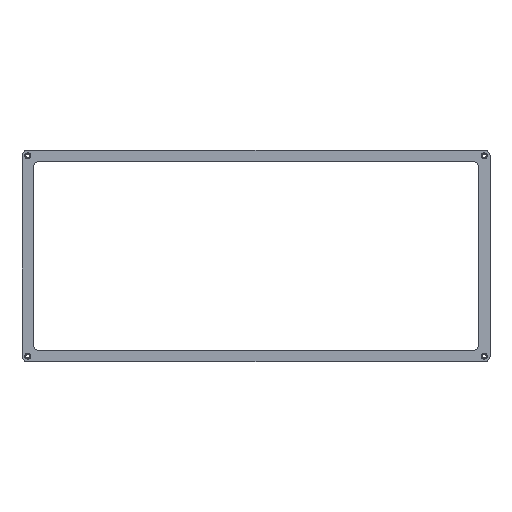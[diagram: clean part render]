
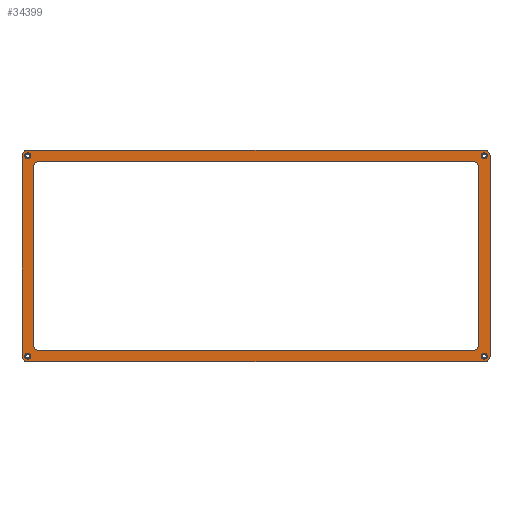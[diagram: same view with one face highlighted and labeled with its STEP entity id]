
A CAD part, top view. The second image highlights one B-rep face of the part: STEP entity #34399.
In plain terms, the highlighted planar face has unit normal (0, 0, 1).
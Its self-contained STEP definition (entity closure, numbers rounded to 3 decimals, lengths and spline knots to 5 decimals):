
#71=CIRCLE('',#45903,0.00265);
#73=CIRCLE('',#45906,0.00265);
#75=CIRCLE('',#45909,0.00265);
#79=CIRCLE('',#45916,0.00265);
#80=CIRCLE('',#45919,0.005);
#81=CIRCLE('',#45920,0.005);
#82=CIRCLE('',#45921,0.005);
#83=CIRCLE('',#45922,0.005);
#84=CIRCLE('',#45923,0.005);
#85=CIRCLE('',#45924,0.005);
#86=CIRCLE('',#45925,0.005);
#87=CIRCLE('',#45926,0.005);
#3671=ORIENTED_EDGE('',*,*,#12891,.F.);
#3672=ORIENTED_EDGE('',*,*,#12885,.F.);
#3673=ORIENTED_EDGE('',*,*,#12883,.F.);
#3674=ORIENTED_EDGE('',*,*,#12881,.F.);
#3675=ORIENTED_EDGE('',*,*,#10570,.F.);
#3676=ORIENTED_EDGE('',*,*,#13232,.T.);
#3677=ORIENTED_EDGE('',*,*,#12066,.T.);
#3678=ORIENTED_EDGE('',*,*,#13233,.T.);
#3679=ORIENTED_EDGE('',*,*,#12695,.T.);
#3680=ORIENTED_EDGE('',*,*,#13234,.T.);
#3681=ORIENTED_EDGE('',*,*,#12211,.F.);
#3682=ORIENTED_EDGE('',*,*,#13235,.T.);
#3683=ORIENTED_EDGE('',*,*,#11202,.F.);
#3684=ORIENTED_EDGE('',*,*,#13236,.T.);
#3685=ORIENTED_EDGE('',*,*,#12557,.T.);
#3686=ORIENTED_EDGE('',*,*,#13237,.T.);
#3687=ORIENTED_EDGE('',*,*,#12197,.T.);
#3688=ORIENTED_EDGE('',*,*,#13238,.T.);
#3689=ORIENTED_EDGE('',*,*,#13228,.F.);
#3690=ORIENTED_EDGE('',*,*,#13239,.T.);
#10570=EDGE_CURVE('',#15361,#15362,#18563,.T.);
#11202=EDGE_CURVE('',#15993,#15994,#19167,.T.);
#12066=EDGE_CURVE('',#16858,#16857,#19877,.T.);
#12197=EDGE_CURVE('',#16988,#16989,#19936,.T.);
#12211=EDGE_CURVE('',#17002,#17003,#19946,.T.);
#12557=EDGE_CURVE('',#17348,#17349,#20288,.T.);
#12695=EDGE_CURVE('',#17487,#17486,#20426,.T.);
#12881=EDGE_CURVE('',#17672,#17672,#71,.T.);
#12883=EDGE_CURVE('',#17674,#17674,#73,.T.);
#12885=EDGE_CURVE('',#17676,#17676,#75,.T.);
#12891=EDGE_CURVE('',#17682,#17682,#79,.T.);
#13228=EDGE_CURVE('',#18019,#18020,#20948,.T.);
#13232=EDGE_CURVE('',#15361,#16858,#80,.F.);
#13233=EDGE_CURVE('',#16857,#17487,#81,.F.);
#13234=EDGE_CURVE('',#17486,#17003,#82,.F.);
#13235=EDGE_CURVE('',#17002,#15362,#83,.F.);
#13236=EDGE_CURVE('',#15993,#17348,#84,.T.);
#13237=EDGE_CURVE('',#17349,#16988,#85,.T.);
#13238=EDGE_CURVE('',#16989,#18020,#86,.T.);
#13239=EDGE_CURVE('',#18019,#15994,#87,.T.);
#15361=VERTEX_POINT('',#55841);
#15362=VERTEX_POINT('',#55843);
#15993=VERTEX_POINT('',#57162);
#15994=VERTEX_POINT('',#57164);
#16857=VERTEX_POINT('',#59171);
#16858=VERTEX_POINT('',#59173);
#16988=VERTEX_POINT('',#59571);
#16989=VERTEX_POINT('',#59572);
#17002=VERTEX_POINT('',#59599);
#17003=VERTEX_POINT('',#59601);
#17348=VERTEX_POINT('',#60293);
#17349=VERTEX_POINT('',#60294);
#17486=VERTEX_POINT('',#60569);
#17487=VERTEX_POINT('',#60571);
#17672=VERTEX_POINT('',#60943);
#17674=VERTEX_POINT('',#60948);
#17676=VERTEX_POINT('',#60953);
#17682=VERTEX_POINT('',#60966);
#18019=VERTEX_POINT('',#61641);
#18020=VERTEX_POINT('',#61642);
#18563=LINE('',#55842,#23010);
#19167=LINE('',#57163,#23614);
#19877=LINE('',#59172,#24324);
#19936=LINE('',#59570,#24383);
#19946=LINE('',#59600,#24393);
#20288=LINE('',#60292,#24735);
#20426=LINE('',#60570,#24873);
#20948=LINE('',#61640,#25395);
#23010=VECTOR('',#47791,1.);
#23614=VECTOR('',#48397,1.);
#24324=VECTOR('',#49137,1.);
#24383=VECTOR('',#49206,1.);
#24393=VECTOR('',#49226,1.);
#24735=VECTOR('',#49578,1.);
#24873=VECTOR('',#49718,1.);
#25395=VECTOR('',#50272,1.);
#27586=EDGE_LOOP('',(#3671));
#27587=EDGE_LOOP('',(#3672));
#27588=EDGE_LOOP('',(#3673));
#27589=EDGE_LOOP('',(#3674));
#27590=EDGE_LOOP('',(#3675,#3676,#3677,#3678,#3679,#3680,#3681,#3682));
#27591=EDGE_LOOP('',(#3683,#3684,#3685,#3686,#3687,#3688,#3689,#3690));
#29675=FACE_BOUND('',#27586,.T.);
#29676=FACE_BOUND('',#27587,.T.);
#29677=FACE_BOUND('',#27588,.T.);
#29678=FACE_BOUND('',#27589,.T.);
#29679=FACE_BOUND('',#27590,.T.);
#29680=FACE_BOUND('',#27591,.T.);
#31308=PLANE('',#45918);
#34399=ADVANCED_FACE('',(#29675,#29676,#29677,#29678,#29679,#29680),#31308,
 .T.);
#45903=AXIS2_PLACEMENT_3D('',#60942,#49906,#49907);
#45906=AXIS2_PLACEMENT_3D('',#60947,#49912,#49913);
#45909=AXIS2_PLACEMENT_3D('',#60952,#49918,#49919);
#45916=AXIS2_PLACEMENT_3D('',#60965,#49932,#49933);
#45918=AXIS2_PLACEMENT_3D('',#61648,#50276,#50277);
#45919=AXIS2_PLACEMENT_3D('',#61649,#50278,#50279);
#45920=AXIS2_PLACEMENT_3D('',#61650,#50280,#50281);
#45921=AXIS2_PLACEMENT_3D('',#61651,#50282,#50283);
#45922=AXIS2_PLACEMENT_3D('',#61652,#50284,#50285);
#45923=AXIS2_PLACEMENT_3D('',#61653,#50286,#50287);
#45924=AXIS2_PLACEMENT_3D('',#61654,#50288,#50289);
#45925=AXIS2_PLACEMENT_3D('',#61655,#50290,#50291);
#45926=AXIS2_PLACEMENT_3D('',#61656,#50292,#50293);
#47791=DIRECTION('',(0.,-1.,0.));
#48397=DIRECTION('',(1.,0.,0.));
#49137=DIRECTION('',(1.,0.,0.));
#49206=DIRECTION('',(1.,0.,0.));
#49226=DIRECTION('',(1.,0.,0.));
#49578=DIRECTION('',(0.,-1.,0.));
#49718=DIRECTION('',(0.,-1.,0.));
#49906=DIRECTION('',(0.,0.,1.));
#49907=DIRECTION('',(1.,0.,0.));
#49912=DIRECTION('',(0.,0.,1.));
#49913=DIRECTION('',(1.,0.,0.));
#49918=DIRECTION('',(0.,0.,1.));
#49919=DIRECTION('',(1.,0.,0.));
#49932=DIRECTION('',(0.,0.,1.));
#49933=DIRECTION('',(1.,0.,0.));
#50272=DIRECTION('',(0.,-1.,0.));
#50276=DIRECTION('',(0.,0.,1.));
#50277=DIRECTION('',(1.,0.,0.));
#50278=DIRECTION('',(0.,0.,1.));
#50279=DIRECTION('',(1.,0.,0.));
#50280=DIRECTION('',(0.,0.,1.));
#50281=DIRECTION('',(1.,0.,0.));
#50282=DIRECTION('',(0.,0.,1.));
#50283=DIRECTION('',(1.,0.,0.));
#50284=DIRECTION('',(0.,0.,1.));
#50285=DIRECTION('',(1.,0.,0.));
#50286=DIRECTION('',(0.,0.,1.));
#50287=DIRECTION('',(1.,0.,0.));
#50288=DIRECTION('',(0.,0.,1.));
#50289=DIRECTION('',(1.,0.,0.));
#50290=DIRECTION('',(0.,0.,1.));
#50291=DIRECTION('',(1.,0.,0.));
#50292=DIRECTION('',(0.,0.,1.));
#50293=DIRECTION('',(1.,0.,0.));
#55841=CARTESIAN_POINT('',(-0.32417,0.13015,0.013));
#55842=CARTESIAN_POINT('',(-0.32417,0.05274,0.013));
#55843=CARTESIAN_POINT('',(-0.32417,-0.02467,0.013));
#57162=CARTESIAN_POINT('',(-0.32917,0.14515,0.013));
#57163=CARTESIAN_POINT('',(-0.12984,0.14515,0.013));
#57164=CARTESIAN_POINT('',(0.06949,0.14515,0.013));
#59171=CARTESIAN_POINT('',(0.05949,0.13515,0.013));
#59172=CARTESIAN_POINT('',(-0.12984,0.13515,0.013));
#59173=CARTESIAN_POINT('',(-0.31917,0.13515,0.013));
#59570=CARTESIAN_POINT('',(-0.12984,-0.03967,0.013));
#59571=CARTESIAN_POINT('',(-0.32917,-0.03967,0.013));
#59572=CARTESIAN_POINT('',(0.06949,-0.03967,0.013));
#59599=CARTESIAN_POINT('',(-0.31917,-0.02967,0.013));
#59600=CARTESIAN_POINT('',(-0.12984,-0.02967,0.013));
#59601=CARTESIAN_POINT('',(0.05949,-0.02967,0.013));
#60292=CARTESIAN_POINT('',(-0.33417,0.05274,0.013));
#60293=CARTESIAN_POINT('',(-0.33417,0.14015,0.013));
#60294=CARTESIAN_POINT('',(-0.33417,-0.03467,0.013));
#60569=CARTESIAN_POINT('',(0.06449,-0.02467,0.013));
#60570=CARTESIAN_POINT('',(0.06449,0.05274,0.013));
#60571=CARTESIAN_POINT('',(0.06449,0.13015,0.013));
#60942=CARTESIAN_POINT('',(-0.32917,0.14015,0.013));
#60943=CARTESIAN_POINT('',(-0.32652,0.14015,0.013));
#60947=CARTESIAN_POINT('',(-0.32917,-0.03467,0.013));
#60948=CARTESIAN_POINT('',(-0.32652,-0.03467,0.013));
#60952=CARTESIAN_POINT('',(0.06949,-0.03467,0.013));
#60953=CARTESIAN_POINT('',(0.07214,-0.03467,0.013));
#60965=CARTESIAN_POINT('',(0.06949,0.14015,0.013));
#60966=CARTESIAN_POINT('',(0.07214,0.14015,0.013));
#61640=CARTESIAN_POINT('',(0.07449,0.05274,0.013));
#61641=CARTESIAN_POINT('',(0.07449,0.14015,0.013));
#61642=CARTESIAN_POINT('',(0.07449,-0.03467,0.013));
#61648=CARTESIAN_POINT('',(-0.12984,0.05274,0.013));
#61649=CARTESIAN_POINT('',(-0.31917,0.13015,0.013));
#61650=CARTESIAN_POINT('',(0.05949,0.13015,0.013));
#61651=CARTESIAN_POINT('',(0.05949,-0.02467,0.013));
#61652=CARTESIAN_POINT('',(-0.31917,-0.02467,0.013));
#61653=CARTESIAN_POINT('',(-0.32917,0.14015,0.013));
#61654=CARTESIAN_POINT('',(-0.32917,-0.03467,0.013));
#61655=CARTESIAN_POINT('',(0.06949,-0.03467,0.013));
#61656=CARTESIAN_POINT('',(0.06949,0.14015,0.013));
